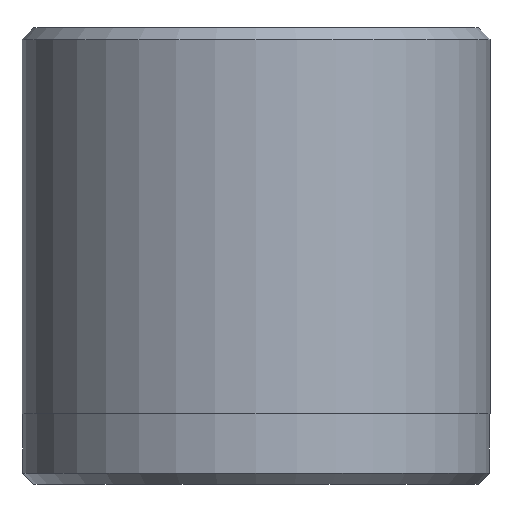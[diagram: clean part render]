
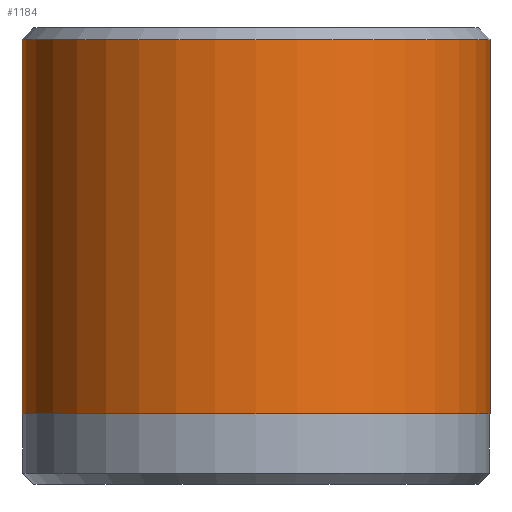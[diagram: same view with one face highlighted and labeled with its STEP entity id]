
A CAD part, front view. The second image highlights one B-rep face of the part: STEP entity #1184.
In plain terms, the highlighted cylindrical face has radius 10 mm (diameter 20 mm), a partial arc.
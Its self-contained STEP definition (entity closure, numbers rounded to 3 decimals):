
#52 = VECTOR ( 'NONE', #937, 1000. ) ;
#82 = CARTESIAN_POINT ( 'NONE',  ( 10., 0., 19.5 ) ) ;
#115 = CARTESIAN_POINT ( 'NONE',  ( 0., 0., 19.5 ) ) ;
#136 = CARTESIAN_POINT ( 'NONE',  ( 0., 0., 19. ) ) ;
#194 = LINE ( 'NONE', #1390, #1140 ) ;
#246 = DIRECTION ( 'NONE',  ( 0., 0., -1. ) ) ;
#250 = CARTESIAN_POINT ( 'NONE',  ( 10., 0., 3. ) ) ;
#257 = DIRECTION ( 'NONE',  ( 1., 0., 0. ) ) ;
#283 = VERTEX_POINT ( 'NONE', #1235 ) ;
#284 = AXIS2_PLACEMENT_3D ( 'NONE', #992, #246, #1107 ) ;
#311 = ORIENTED_EDGE ( 'NONE', *, *, #1295, .T. ) ;
#366 = DIRECTION ( 'NONE',  ( -1., 0., 0. ) ) ;
#371 = CIRCLE ( 'NONE', #453, 10. ) ;
#453 = AXIS2_PLACEMENT_3D ( 'NONE', #136, #1003, #257 ) ;
#475 = VERTEX_POINT ( 'NONE', #1452 ) ;
#487 = DIRECTION ( 'NONE',  ( 0., 0., -1. ) ) ;
#617 = CIRCLE ( 'NONE', #284, 10. ) ;
#699 = FACE_OUTER_BOUND ( 'NONE', #733, .T. ) ;
#733 = EDGE_LOOP ( 'NONE', ( #841, #311, #1330, #1268 ) ) ;
#792 = EDGE_CURVE ( 'NONE', #283, #1047, #194, .T. ) ;
#795 = LINE ( 'NONE', #82, #52 ) ;
#841 = ORIENTED_EDGE ( 'NONE', *, *, #938, .F. ) ;
#937 = DIRECTION ( 'NONE',  ( 0., 0., -1. ) ) ;
#938 = EDGE_CURVE ( 'NONE', #475, #1282, #795, .T. ) ;
#941 = CYLINDRICAL_SURFACE ( 'NONE', #1454, 10. ) ;
#992 = CARTESIAN_POINT ( 'NONE',  ( 0., 0., 3. ) ) ;
#1003 = DIRECTION ( 'NONE',  ( 0., 0., -1. ) ) ;
#1047 = VERTEX_POINT ( 'NONE', #1429 ) ;
#1107 = DIRECTION ( 'NONE',  ( -1., 0., 0. ) ) ;
#1140 = VECTOR ( 'NONE', #1392, 1000. ) ;
#1184 = ADVANCED_FACE ( 'NONE', ( #699 ), #941, .T. ) ;
#1209 = EDGE_CURVE ( 'NONE', #1282, #1047, #617, .T. ) ;
#1235 = CARTESIAN_POINT ( 'NONE',  ( -10., 0., 19. ) ) ;
#1268 = ORIENTED_EDGE ( 'NONE', *, *, #1209, .F. ) ;
#1282 = VERTEX_POINT ( 'NONE', #250 ) ;
#1295 = EDGE_CURVE ( 'NONE', #475, #283, #371, .T. ) ;
#1330 = ORIENTED_EDGE ( 'NONE', *, *, #792, .T. ) ;
#1390 = CARTESIAN_POINT ( 'NONE',  ( -10., 0., 19.5 ) ) ;
#1392 = DIRECTION ( 'NONE',  ( 0., 0., -1. ) ) ;
#1429 = CARTESIAN_POINT ( 'NONE',  ( -10., 0., 3. ) ) ;
#1452 = CARTESIAN_POINT ( 'NONE',  ( 10., 0., 19. ) ) ;
#1454 = AXIS2_PLACEMENT_3D ( 'NONE', #115, #487, #366 ) ;
